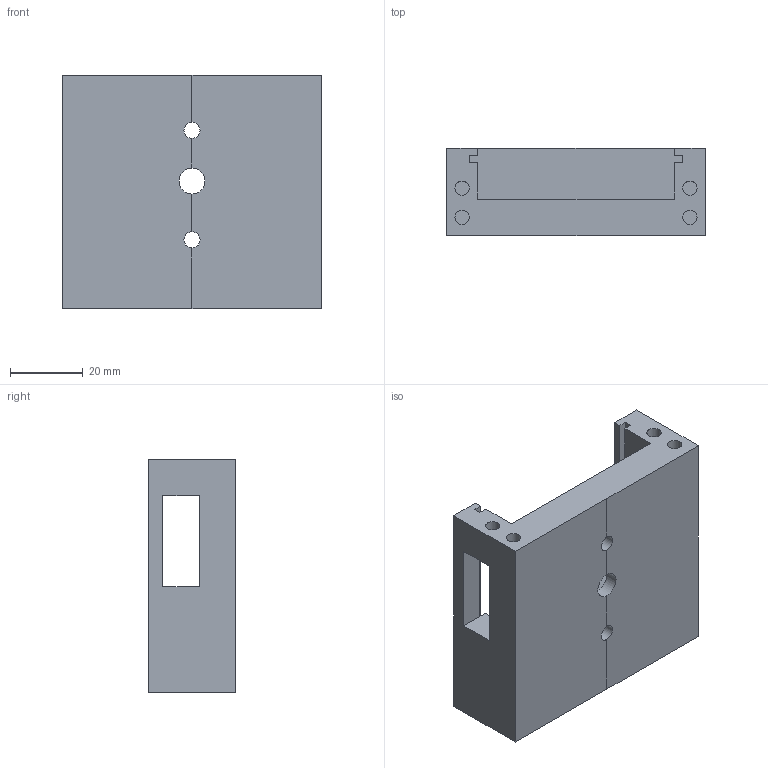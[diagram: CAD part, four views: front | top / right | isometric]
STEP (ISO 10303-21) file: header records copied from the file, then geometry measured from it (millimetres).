
FILE_DESCRIPTION(/* description */ (''),/* implementation_level */ '2;1');
FILE_NAME(/* name */ 'Satellite Holder.step',/* time_stamp */ '2023-06-20T13:37:12-04:00',/* author */ (''),/* organization */ (''),/* preprocessor_version */ 'ST-DEVELOPER v19.2',/* originating_system */ 'Autodesk Translation Framework v12.6.0.85',/* authorisation */ '');
FILE_SCHEMA (('AUTOMOTIVE_DESIGN { 1 0 10303 214 3 1 1 }'));
Length unit declared in the file: millimetre
Products named in the file (2): Pole Mount; Component1
Assembly tree (1 placements, depth 2):
  Pole Mount
    Component1
Bounding box: 71 x 24 x 64 mm (x, y, z)
Volume: 56780.2 mm3; surface area: 18816.1 mm2
Topology: 1 solids, 1 shells, 53 faces, 144 edges, 94 vertices
Faces by surface type: plane 44, cylinder 9
Full cylindrical faces by diameter (mm): 3.9 x4, 4.4 x2, 7.112 x1, 9 x2
Entity records: 1727 total; most frequent: CARTESIAN_POINT 294, ORIENTED_EDGE 288, DIRECTION 280, EDGE_CURVE 144, LINE 120, VECTOR 120, VERTEX_POINT 94, AXIS2_PLACEMENT_3D 80
